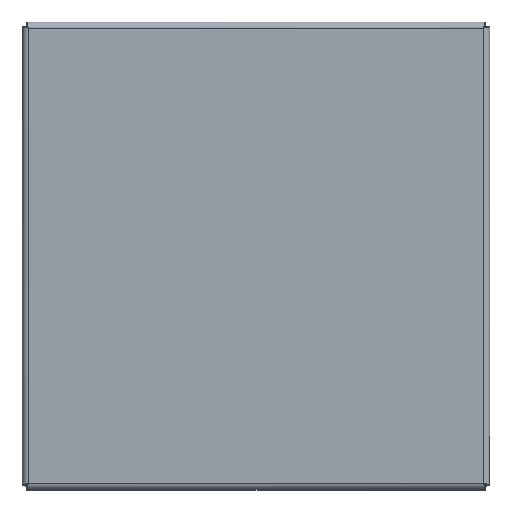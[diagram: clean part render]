
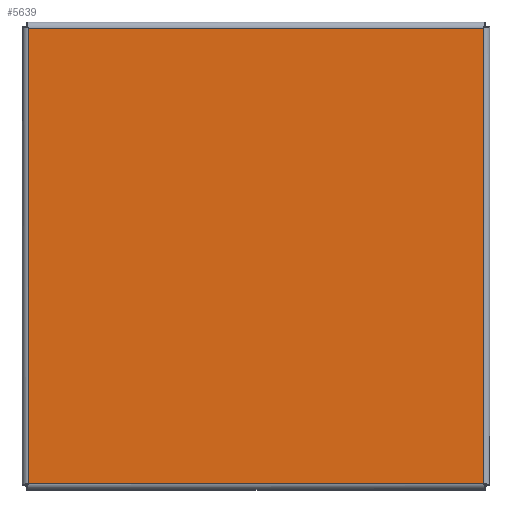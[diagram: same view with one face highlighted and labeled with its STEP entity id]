
A CAD part, top view. The second image highlights one B-rep face of the part: STEP entity #5639.
In plain terms, the highlighted planar face has unit normal (0, 0, 1).
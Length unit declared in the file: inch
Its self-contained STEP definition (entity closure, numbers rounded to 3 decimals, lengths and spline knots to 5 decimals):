
#194 = DIRECTION ( 'NONE',  ( 1., 0., 0. ) ) ;
#227 = VECTOR ( 'NONE', #1486, 39.37008 ) ;
#403 = CARTESIAN_POINT ( 'NONE',  ( 2.08387, 0.10525, 0.074 ) ) ;
#534 = LINE ( 'NONE', #8301, #227 ) ;
#1486 = DIRECTION ( 'NONE',  ( 0., -1., 0. ) ) ;
#1730 = CARTESIAN_POINT ( 'NONE',  ( 8.01975, 8.01975, 0.074 ) ) ;
#1826 = VERTEX_POINT ( 'NONE', #6744 ) ;
#2105 = VERTEX_POINT ( 'NONE', #1730 ) ;
#2297 = EDGE_CURVE ( 'NONE', #7331, #8721, #7149, .T. ) ;
#2504 = EDGE_LOOP ( 'NONE', ( #3717, #10997, #11560, #6281 ) ) ;
#2561 = LINE ( 'NONE', #9759, #5143 ) ;
#3171 = DIRECTION ( 'NONE',  ( 1., 0., 0. ) ) ;
#3717 = ORIENTED_EDGE ( 'NONE', *, *, #7586, .T. ) ;
#4216 = DIRECTION ( 'NONE',  ( 0., 1., 0. ) ) ;
#4310 = DIRECTION ( 'NONE',  ( -1., 0., 0. ) ) ;
#4734 = CARTESIAN_POINT ( 'NONE',  ( 0.10525, 0.10525, 0.074 ) ) ;
#5143 = VECTOR ( 'NONE', #4216, 39.37008 ) ;
#5639 = ADVANCED_FACE ( 'NONE', ( #10232 ), #8730, .T. ) ;
#6067 = DIRECTION ( 'NONE',  ( 0., 0., 1. ) ) ;
#6281 = ORIENTED_EDGE ( 'NONE', *, *, #2297, .T. ) ;
#6744 = CARTESIAN_POINT ( 'NONE',  ( 0.10525, 8.01975, 0.074 ) ) ;
#7149 = LINE ( 'NONE', #403, #11792 ) ;
#7331 = VERTEX_POINT ( 'NONE', #4734 ) ;
#7550 = CARTESIAN_POINT ( 'NONE',  ( 8.01975, 0.10525, 0.074 ) ) ;
#7586 = EDGE_CURVE ( 'NONE', #8721, #2105, #2561, .T. ) ;
#7786 = AXIS2_PLACEMENT_3D ( 'NONE', #11633, #6067, #3171 ) ;
#8301 = CARTESIAN_POINT ( 'NONE',  ( 0.10525, 6.04113, 0.074 ) ) ;
#8520 = EDGE_CURVE ( 'NONE', #2105, #1826, #10378, .T. ) ;
#8596 = EDGE_CURVE ( 'NONE', #1826, #7331, #534, .T. ) ;
#8721 = VERTEX_POINT ( 'NONE', #7550 ) ;
#8730 = PLANE ( 'NONE',  #7786 ) ;
#9759 = CARTESIAN_POINT ( 'NONE',  ( 8.01975, 2.08387, 0.074 ) ) ;
#10091 = VECTOR ( 'NONE', #4310, 39.37008 ) ;
#10232 = FACE_OUTER_BOUND ( 'NONE', #2504, .T. ) ;
#10378 = LINE ( 'NONE', #10862, #10091 ) ;
#10862 = CARTESIAN_POINT ( 'NONE',  ( 6.04113, 8.01975, 0.074 ) ) ;
#10997 = ORIENTED_EDGE ( 'NONE', *, *, #8520, .T. ) ;
#11560 = ORIENTED_EDGE ( 'NONE', *, *, #8596, .T. ) ;
#11633 = CARTESIAN_POINT ( 'NONE',  ( 4.0625, 4.0625, 0.074 ) ) ;
#11792 = VECTOR ( 'NONE', #194, 39.37008 ) ;
